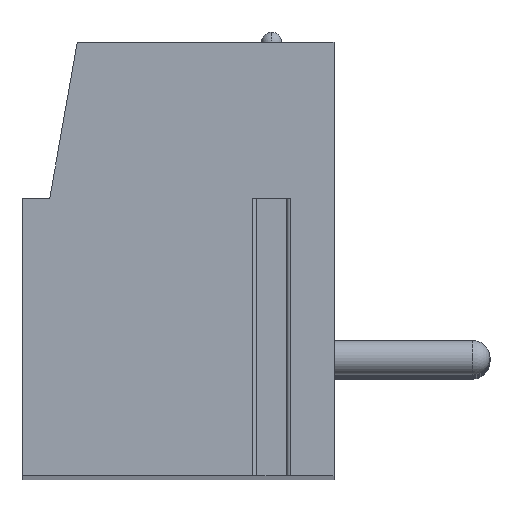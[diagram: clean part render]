
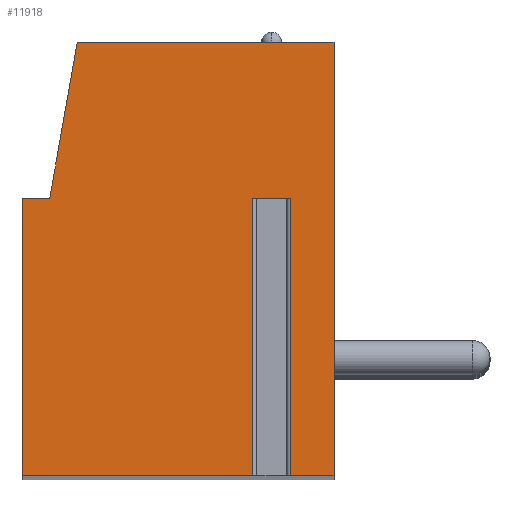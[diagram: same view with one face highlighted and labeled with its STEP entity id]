
A CAD part, top view. The second image highlights one B-rep face of the part: STEP entity #11918.
In plain terms, the highlighted planar face has unit normal (0, 0, 1).
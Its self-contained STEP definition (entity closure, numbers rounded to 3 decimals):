
#13=DIRECTION('',(-1.,0.,0.));
#14=VECTOR('',#13,1.112);
#15=CARTESIAN_POINT('',(3.256,1.75,68.58));
#16=LINE('',#15,#14);
#17=DIRECTION('',(0.,-1.,0.));
#18=VECTOR('',#17,8.);
#19=CARTESIAN_POINT('',(2.144,1.75,68.58));
#20=LINE('',#19,#18);
#21=DIRECTION('',(1.,0.,0.));
#22=VECTOR('',#21,6.644);
#23=CARTESIAN_POINT('',(-4.5,-6.25,68.58));
#24=LINE('',#23,#22);
#25=DIRECTION('',(0.,-1.,0.));
#26=VECTOR('',#25,8.);
#27=CARTESIAN_POINT('',(-4.5,1.75,68.58));
#28=LINE('',#27,#26);
#29=DIRECTION('',(-1.,0.,0.));
#30=VECTOR('',#29,0.8);
#31=CARTESIAN_POINT('',(-3.7,1.75,68.58));
#32=LINE('',#31,#30);
#33=DIRECTION('',(-0.174,-0.985,0.));
#34=VECTOR('',#33,4.569);
#35=CARTESIAN_POINT('',(-2.907,6.25,68.58));
#36=LINE('',#35,#34);
#37=DIRECTION('',(-1.,0.,0.));
#38=VECTOR('',#37,7.407);
#39=CARTESIAN_POINT('',(4.5,6.25,68.58));
#40=LINE('',#39,#38);
#41=DIRECTION('',(0.,1.,0.));
#42=VECTOR('',#41,12.5);
#43=CARTESIAN_POINT('',(4.5,-6.25,68.58));
#44=LINE('',#43,#42);
#45=DIRECTION('',(1.,0.,0.));
#46=VECTOR('',#45,1.244);
#47=CARTESIAN_POINT('',(3.256,-6.25,68.58));
#48=LINE('',#47,#46);
#49=DIRECTION('',(0.,-1.,0.));
#50=VECTOR('',#49,8.);
#51=CARTESIAN_POINT('',(3.256,1.75,68.58));
#52=LINE('',#51,#50);
#9377=CARTESIAN_POINT('',(-3.7,1.75,68.58));
#9378=CARTESIAN_POINT('',(-4.5,1.75,68.58));
#9379=VERTEX_POINT('',#9377);
#9380=VERTEX_POINT('',#9378);
#9381=CARTESIAN_POINT('',(-4.5,-6.25,68.58));
#9382=VERTEX_POINT('',#9381);
#9383=CARTESIAN_POINT('',(4.5,-6.25,68.58));
#9384=CARTESIAN_POINT('',(4.5,6.25,68.58));
#9385=VERTEX_POINT('',#9383);
#9386=VERTEX_POINT('',#9384);
#9387=CARTESIAN_POINT('',(-2.907,6.25,68.58));
#9388=VERTEX_POINT('',#9387);
#9437=CARTESIAN_POINT('',(3.256,1.75,68.58));
#9438=CARTESIAN_POINT('',(2.144,1.75,68.58));
#9439=VERTEX_POINT('',#9437);
#9440=VERTEX_POINT('',#9438);
#9441=CARTESIAN_POINT('',(2.144,-6.25,68.58));
#9442=VERTEX_POINT('',#9441);
#9443=CARTESIAN_POINT('',(3.256,-6.25,68.58));
#9444=VERTEX_POINT('',#9443);
#11891=CARTESIAN_POINT('',(0.,0.,68.58));
#11892=DIRECTION('',(0.,0.,1.));
#11893=DIRECTION('',(1.,0.,0.));
#11894=AXIS2_PLACEMENT_3D('',#11891,#11892,#11893);
#11895=PLANE('',#11894);
#11897=ORIENTED_EDGE('',*,*,#11896,.T.);
#11899=ORIENTED_EDGE('',*,*,#11898,.T.);
#11901=ORIENTED_EDGE('',*,*,#11900,.F.);
#11903=ORIENTED_EDGE('',*,*,#11902,.F.);
#11905=ORIENTED_EDGE('',*,*,#11904,.F.);
#11907=ORIENTED_EDGE('',*,*,#11906,.F.);
#11909=ORIENTED_EDGE('',*,*,#11908,.F.);
#11911=ORIENTED_EDGE('',*,*,#11910,.F.);
#11913=ORIENTED_EDGE('',*,*,#11912,.F.);
#11915=ORIENTED_EDGE('',*,*,#11914,.F.);
#11916=EDGE_LOOP('',(#11897,#11899,#11901,#11903,#11905,#11907,#11909,#11911,
#11913,#11915));
#11917=FACE_OUTER_BOUND('',#11916,.F.);
#11896=EDGE_CURVE('',#9439,#9440,#16,.T.);
#11898=EDGE_CURVE('',#9440,#9442,#20,.T.);
#11900=EDGE_CURVE('',#9382,#9442,#24,.T.);
#11902=EDGE_CURVE('',#9380,#9382,#28,.T.);
#11904=EDGE_CURVE('',#9379,#9380,#32,.T.);
#11906=EDGE_CURVE('',#9388,#9379,#36,.T.);
#11908=EDGE_CURVE('',#9386,#9388,#40,.T.);
#11910=EDGE_CURVE('',#9385,#9386,#44,.T.);
#11912=EDGE_CURVE('',#9444,#9385,#48,.T.);
#11914=EDGE_CURVE('',#9439,#9444,#52,.T.);
#11918=ADVANCED_FACE('',(#11917),#11895,.T.);
